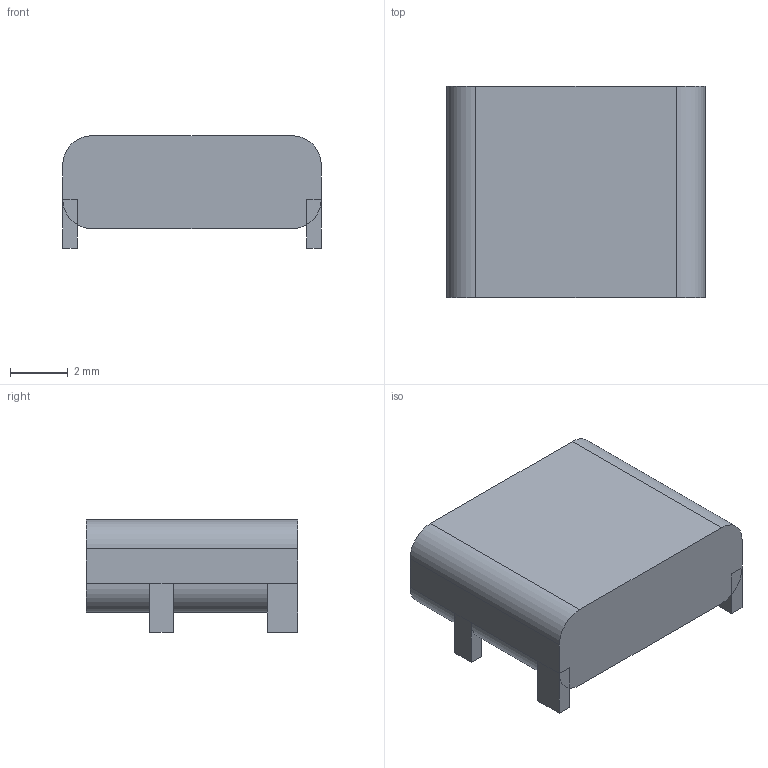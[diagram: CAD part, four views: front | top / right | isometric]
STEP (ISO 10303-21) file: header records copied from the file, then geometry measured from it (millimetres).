
FILE_DESCRIPTION(('FreeCAD Model'),'2;1');
FILE_NAME( 'TYPE-C-31-M-12.step', '2019-04-28T18:49:40',('Author'),(''), 'Open CASCADE STEP processor 7.2','FreeCAD','Unknown');
FILE_SCHEMA(('AUTOMOTIVE_DESIGN { 1 0 10303 214 1 1 1 1 }'));
Length unit declared in the file: millimetre
Products named in the file (1): Chamfer
Bounding box: 8.94 x 7.3 x 3.89 mm (x, y, z)
Volume: 156.9 mm3; surface area: 419.8 mm2
Topology: 1 solids, 1 shells, 64 faces, 158 edges, 98 vertices
Faces by surface type: plane 48, cylinder 12, cone 4
Entity records: 3945 total; most frequent: CARTESIAN_POINT 737, DIRECTION 600, LINE 376, VECTOR 376, ORIENTED_EDGE 316, PCURVE 316, DEFINITIONAL_REPRESENTATION 316, EDGE_CURVE 158
